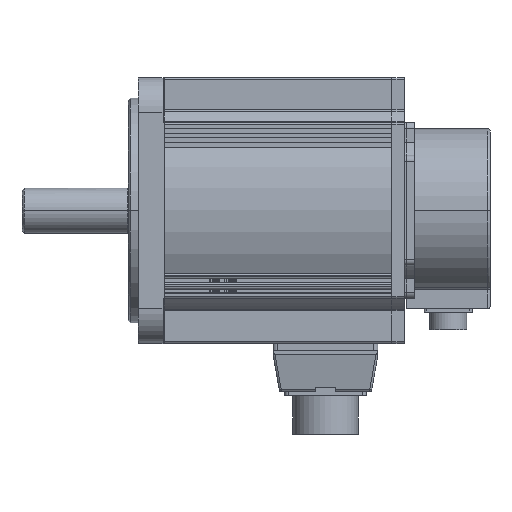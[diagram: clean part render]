
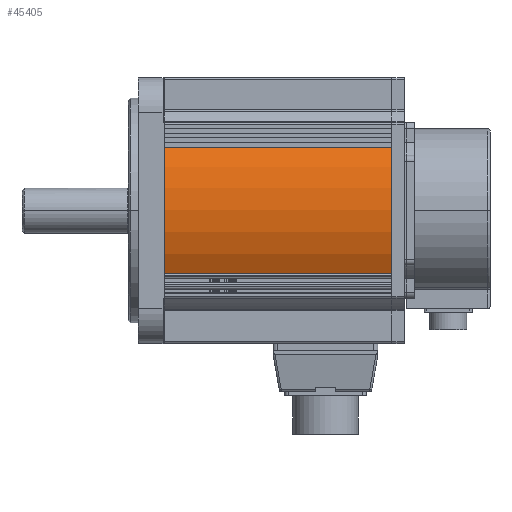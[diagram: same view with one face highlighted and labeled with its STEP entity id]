
A CAD part, top view. The second image highlights one B-rep face of the part: STEP entity #45405.
In plain terms, the highlighted cylindrical face has radius 65 mm (diameter 130 mm), a partial arc.
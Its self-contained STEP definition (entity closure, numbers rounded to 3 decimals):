
#2604 = DIRECTION ( 'NONE',  ( 0., -1., 0. ) ) ;
#3559 = CARTESIAN_POINT ( 'NONE',  ( 69.5, 31., 57.131 ) ) ;
#5937 = CARTESIAN_POINT ( 'NONE',  ( 181., -31., 57.131 ) ) ;
#7736 = CIRCLE ( 'NONE', #12449, 65. ) ;
#11111 = VECTOR ( 'NONE', #29058, 1000. ) ;
#12449 = AXIS2_PLACEMENT_3D ( 'NONE', #43095, #43859, #26331 ) ;
#13034 = EDGE_CURVE ( 'NONE', #69646, #21980, #33968, .T. ) ;
#13541 = CARTESIAN_POINT ( 'NONE',  ( 181., 0., 0. ) ) ;
#14374 = ORIENTED_EDGE ( 'NONE', *, *, #13034, .F. ) ;
#14477 = VERTEX_POINT ( 'NONE', #3559 ) ;
#15714 = CARTESIAN_POINT ( 'NONE',  ( 181., 31., 57.131 ) ) ;
#16575 = DIRECTION ( 'NONE',  ( 0., 1., 0. ) ) ;
#17936 = CARTESIAN_POINT ( 'NONE',  ( 181., 31., 57.131 ) ) ;
#21980 = VERTEX_POINT ( 'NONE', #30502 ) ;
#23468 = EDGE_CURVE ( 'NONE', #46123, #14477, #42806, .T. ) ;
#23924 = EDGE_CURVE ( 'NONE', #46123, #69646, #71696, .T. ) ;
#24801 = CYLINDRICAL_SURFACE ( 'NONE', #52415, 65. ) ;
#26331 = DIRECTION ( 'NONE',  ( 0., 1., 0. ) ) ;
#26714 = EDGE_CURVE ( 'NONE', #14477, #21980, #7736, .T. ) ;
#29058 = DIRECTION ( 'NONE',  ( -1., 0., 0. ) ) ;
#30502 = CARTESIAN_POINT ( 'NONE',  ( 69.5, -31., 57.131 ) ) ;
#33968 = LINE ( 'NONE', #5937, #74679 ) ;
#34317 = DIRECTION ( 'NONE',  ( 1., 0., 0. ) ) ;
#36104 = ORIENTED_EDGE ( 'NONE', *, *, #23924, .F. ) ;
#36447 = ORIENTED_EDGE ( 'NONE', *, *, #26714, .T. ) ;
#42806 = LINE ( 'NONE', #17936, #11111 ) ;
#43095 = CARTESIAN_POINT ( 'NONE',  ( 69.5, 0., 0. ) ) ;
#43859 = DIRECTION ( 'NONE',  ( 1., 0., 0. ) ) ;
#45405 = ADVANCED_FACE ( 'NONE', ( #64575 ), #24801, .T. ) ;
#46123 = VERTEX_POINT ( 'NONE', #15714 ) ;
#52287 = CARTESIAN_POINT ( 'NONE',  ( 181., 0., 0. ) ) ;
#52415 = AXIS2_PLACEMENT_3D ( 'NONE', #13541, #65449, #2604 ) ;
#56850 = AXIS2_PLACEMENT_3D ( 'NONE', #52287, #34317, #16575 ) ;
#63164 = DIRECTION ( 'NONE',  ( -1., 0., 0. ) ) ;
#64575 = FACE_OUTER_BOUND ( 'NONE', #71641, .T. ) ;
#65141 = CARTESIAN_POINT ( 'NONE',  ( 181., -31., 57.131 ) ) ;
#65449 = DIRECTION ( 'NONE',  ( -1., 0., 0. ) ) ;
#69646 = VERTEX_POINT ( 'NONE', #65141 ) ;
#71641 = EDGE_LOOP ( 'NONE', ( #36447, #14374, #36104, #72755 ) ) ;
#71696 = CIRCLE ( 'NONE', #56850, 65. ) ;
#72755 = ORIENTED_EDGE ( 'NONE', *, *, #23468, .T. ) ;
#74679 = VECTOR ( 'NONE', #63164, 1000. ) ;
